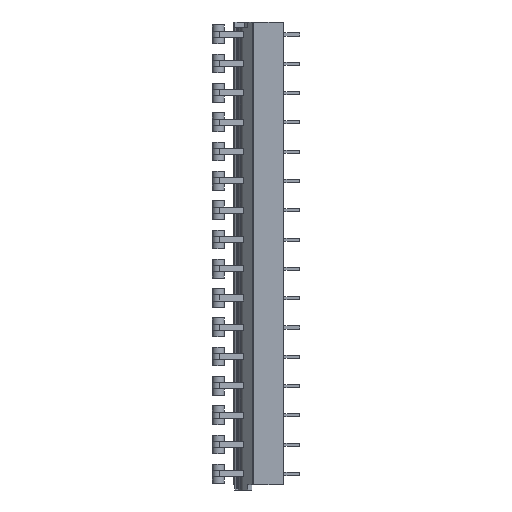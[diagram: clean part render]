
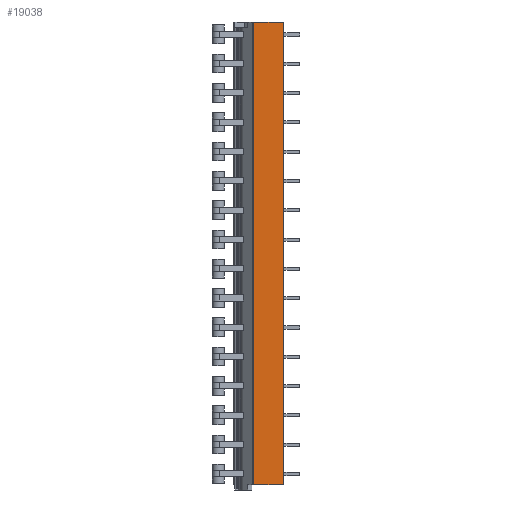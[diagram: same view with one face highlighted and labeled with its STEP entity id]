
A CAD part, left-side view. The second image highlights one B-rep face of the part: STEP entity #19038.
In plain terms, the highlighted planar face has unit normal (-1, 0, 0).
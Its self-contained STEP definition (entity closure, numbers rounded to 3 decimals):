
#30=DIRECTION('',(0.,-1.,0.));
#31=VECTOR('',#30,7.471);
#32=CARTESIAN_POINT('',(0.,7.671,-115.3));
#33=LINE('',#32,#31);
#310=DIRECTION('',(0.,-1.,0.));
#311=VECTOR('',#310,7.471);
#312=CARTESIAN_POINT('',(0.,7.671,3.2));
#313=LINE('',#312,#311);
#595=DIRECTION('',(0.,0.,1.));
#596=VECTOR('',#595,118.5);
#597=CARTESIAN_POINT('',(0.,7.671,-115.3));
#598=LINE('',#597,#596);
#599=DIRECTION('',(0.,0.,1.));
#600=VECTOR('',#599,118.5);
#601=CARTESIAN_POINT('',(0.,0.2,-115.3));
#602=LINE('',#601,#600);
#14964=CARTESIAN_POINT('',(0.,7.671,-115.3));
#14966=VERTEX_POINT('',#14964);
#14967=CARTESIAN_POINT('',(0.,0.2,-115.3));
#14968=VERTEX_POINT('',#14967);
#15084=CARTESIAN_POINT('',(0.,7.671,3.2));
#15086=VERTEX_POINT('',#15084);
#15087=CARTESIAN_POINT('',(0.,0.2,3.2));
#15088=VERTEX_POINT('',#15087);
#19026=CARTESIAN_POINT('',(0.,7.671,-115.3));
#19027=DIRECTION('',(-1.,0.,0.));
#19028=DIRECTION('',(0.,-1.,0.));
#19029=AXIS2_PLACEMENT_3D('',#19026,#19027,#19028);
#19030=PLANE('',#19029);
#19031=ORIENTED_EDGE('',*,*,#19020,.T.);
#19032=ORIENTED_EDGE('',*,*,#18842,.T.);
#19034=ORIENTED_EDGE('',*,*,#19033,.F.);
#19035=ORIENTED_EDGE('',*,*,#18642,.F.);
#19036=EDGE_LOOP('',(#19031,#19032,#19034,#19035));
#19037=FACE_OUTER_BOUND('',#19036,.F.);
#19038=ADVANCED_FACE('',(#19037),#19030,.T.);
#18642=EDGE_CURVE('',#14966,#14968,#33,.T.);
#18842=EDGE_CURVE('',#15086,#15088,#313,.T.);
#19020=EDGE_CURVE('',#14966,#15086,#598,.T.);
#19033=EDGE_CURVE('',#14968,#15088,#602,.T.);
